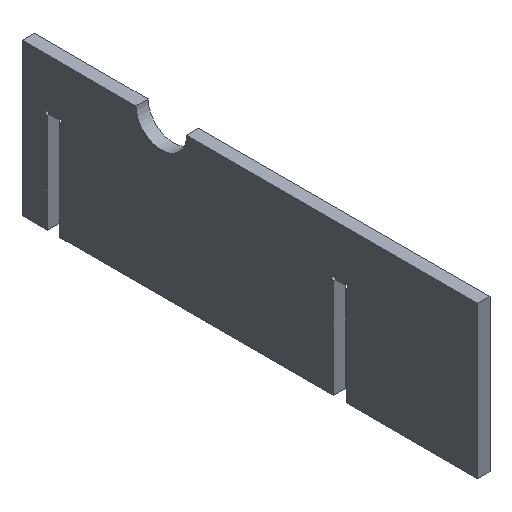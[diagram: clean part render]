
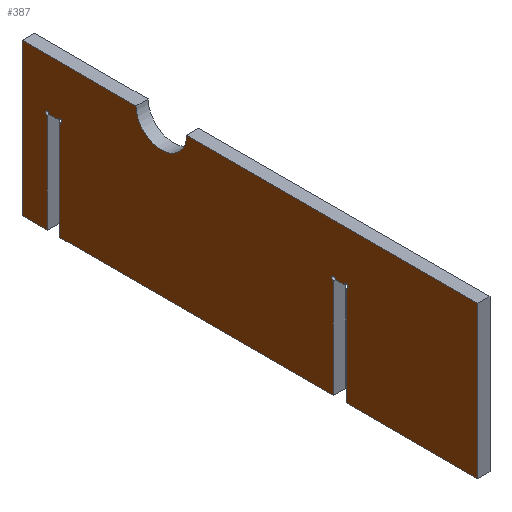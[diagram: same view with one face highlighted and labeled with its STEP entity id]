
A CAD part, isometric view. The second image highlights one B-rep face of the part: STEP entity #387.
In plain terms, the highlighted planar face has unit normal (-1, 0, 0).
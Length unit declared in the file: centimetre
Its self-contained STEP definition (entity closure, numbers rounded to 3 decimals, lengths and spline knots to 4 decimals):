
#26=PLANE('',#419);
#46=FACE_OUTER_BOUND('',#66,.T.);
#66=EDGE_LOOP('',(#313,#314,#315,#316,#317,#318,#319,#320,#321,#322,#323,
#324,#325,#326,#327,#328,#329,#330));
#75=LINE('',#545,#119);
#80=LINE('',#559,#124);
#84=LINE('',#571,#128);
#89=LINE('',#586,#133);
#93=LINE('',#598,#137);
#96=LINE('',#604,#140);
#101=LINE('',#613,#145);
#102=LINE('',#616,#146);
#105=LINE('',#622,#149);
#106=LINE('',#623,#150);
#107=LINE('',#624,#151);
#108=LINE('',#626,#152);
#109=LINE('',#627,#153);
#119=VECTOR('',#438,1.);
#124=VECTOR('',#451,1.);
#128=VECTOR('',#463,1.);
#133=VECTOR('',#476,1.);
#137=VECTOR('',#488,1.);
#140=VECTOR('',#493,1.);
#145=VECTOR('',#500,1.);
#146=VECTOR('',#503,1.);
#149=VECTOR('',#508,1.);
#150=VECTOR('',#509,1.);
#151=VECTOR('',#510,1.);
#152=VECTOR('',#511,1.);
#153=VECTOR('',#512,1.);
#161=CIRCLE('',#397,0.5);
#163=CIRCLE('',#401,0.0375);
#165=CIRCLE('',#405,0.0375);
#167=CIRCLE('',#409,0.0375);
#169=CIRCLE('',#413,0.0375);
#171=VERTEX_POINT('',#534);
#172=VERTEX_POINT('',#535);
#175=VERTEX_POINT('',#543);
#176=VERTEX_POINT('',#544);
#179=VERTEX_POINT('',#552);
#181=VERTEX_POINT('',#558);
#183=VERTEX_POINT('',#564);
#185=VERTEX_POINT('',#570);
#187=VERTEX_POINT('',#576);
#188=VERTEX_POINT('',#577);
#191=VERTEX_POINT('',#585);
#193=VERTEX_POINT('',#591);
#195=VERTEX_POINT('',#597);
#197=VERTEX_POINT('',#603);
#200=VERTEX_POINT('',#611);
#201=VERTEX_POINT('',#615);
#203=VERTEX_POINT('',#621);
#204=VERTEX_POINT('',#625);
#207=EDGE_CURVE('',#171,#172,#161,.T.);
#211=EDGE_CURVE('',#175,#176,#75,.T.);
#215=EDGE_CURVE('',#176,#179,#163,.T.);
#218=EDGE_CURVE('',#179,#181,#80,.T.);
#221=EDGE_CURVE('',#181,#183,#165,.T.);
#224=EDGE_CURVE('',#183,#185,#84,.T.);
#227=EDGE_CURVE('',#187,#188,#167,.T.);
#231=EDGE_CURVE('',#188,#191,#89,.T.);
#234=EDGE_CURVE('',#191,#193,#169,.T.);
#237=EDGE_CURVE('',#193,#195,#93,.T.);
#240=EDGE_CURVE('',#197,#187,#96,.T.);
#245=EDGE_CURVE('',#172,#200,#101,.T.);
#246=EDGE_CURVE('',#201,#171,#102,.T.);
#249=EDGE_CURVE('',#200,#203,#105,.T.);
#250=EDGE_CURVE('',#203,#175,#106,.T.);
#251=EDGE_CURVE('',#185,#197,#107,.T.);
#252=EDGE_CURVE('',#195,#204,#108,.T.);
#253=EDGE_CURVE('',#204,#201,#109,.T.);
#313=ORIENTED_EDGE('',*,*,#207,.T.);
#314=ORIENTED_EDGE('',*,*,#245,.T.);
#315=ORIENTED_EDGE('',*,*,#249,.T.);
#316=ORIENTED_EDGE('',*,*,#250,.T.);
#317=ORIENTED_EDGE('',*,*,#211,.T.);
#318=ORIENTED_EDGE('',*,*,#215,.T.);
#319=ORIENTED_EDGE('',*,*,#218,.T.);
#320=ORIENTED_EDGE('',*,*,#221,.T.);
#321=ORIENTED_EDGE('',*,*,#224,.T.);
#322=ORIENTED_EDGE('',*,*,#251,.T.);
#323=ORIENTED_EDGE('',*,*,#240,.T.);
#324=ORIENTED_EDGE('',*,*,#227,.T.);
#325=ORIENTED_EDGE('',*,*,#231,.T.);
#326=ORIENTED_EDGE('',*,*,#234,.T.);
#327=ORIENTED_EDGE('',*,*,#237,.T.);
#328=ORIENTED_EDGE('',*,*,#252,.T.);
#329=ORIENTED_EDGE('',*,*,#253,.T.);
#330=ORIENTED_EDGE('',*,*,#246,.T.);
#387=ADVANCED_FACE('',(#46),#26,.F.);
#397=AXIS2_PLACEMENT_3D('',#536,#430,#431);
#401=AXIS2_PLACEMENT_3D('',#553,#444,#445);
#405=AXIS2_PLACEMENT_3D('',#565,#456,#457);
#409=AXIS2_PLACEMENT_3D('',#578,#468,#469);
#413=AXIS2_PLACEMENT_3D('',#592,#481,#482);
#419=AXIS2_PLACEMENT_3D('',#620,#506,#507);
#430=DIRECTION('center_axis',(1.,0.,0.));
#431=DIRECTION('ref_axis',(0.,0.,-1.));
#438=DIRECTION('',(0.,0.,1.));
#444=DIRECTION('center_axis',(1.,0.,0.));
#445=DIRECTION('ref_axis',(0.,0.,-1.));
#451=DIRECTION('',(0.,-1.,0.));
#456=DIRECTION('center_axis',(1.,0.,0.));
#457=DIRECTION('ref_axis',(0.,0.,-1.));
#463=DIRECTION('',(0.,0.,-1.));
#468=DIRECTION('center_axis',(1.,0.,0.));
#469=DIRECTION('ref_axis',(0.,0.,-1.));
#476=DIRECTION('',(0.,-1.,0.));
#481=DIRECTION('center_axis',(1.,0.,0.));
#482=DIRECTION('ref_axis',(0.,0.,-1.));
#488=DIRECTION('',(0.,0.,-1.));
#493=DIRECTION('',(0.,0.,1.));
#500=DIRECTION('',(0.,1.,0.));
#503=DIRECTION('',(0.,1.,0.));
#506=DIRECTION('center_axis',(1.,0.,0.));
#507=DIRECTION('ref_axis',(0.,0.,-1.));
#508=DIRECTION('',(0.,0.,-1.));
#509=DIRECTION('',(0.,-1.,0.));
#510=DIRECTION('',(0.,-1.,0.));
#511=DIRECTION('',(0.,-1.,0.));
#512=DIRECTION('',(0.,0.,1.));
#534=CARTESIAN_POINT('',(0.,1.25,1.5));
#535=CARTESIAN_POINT('',(0.,2.25,1.5));
#536=CARTESIAN_POINT('Origin',(0.,1.75,1.5));
#543=CARTESIAN_POINT('',(0.,4.,-1.5));
#544=CARTESIAN_POINT('',(0.,4.,0.4625));
#545=CARTESIAN_POINT('',(0.,4.,0.2313));
#552=CARTESIAN_POINT('',(0.,3.9625,0.5));
#553=CARTESIAN_POINT('Origin',(0.,4.,0.5));
#558=CARTESIAN_POINT('',(0.,3.7875,0.5));
#559=CARTESIAN_POINT('',(0.,1.8938,0.5));
#564=CARTESIAN_POINT('',(0.,3.75,0.4625));
#565=CARTESIAN_POINT('Origin',(0.,3.75,0.5));
#570=CARTESIAN_POINT('',(0.,3.75,-1.5));
#571=CARTESIAN_POINT('',(0.,3.75,-0.75));
#576=CARTESIAN_POINT('',(0.,-1.65,0.4625));
#577=CARTESIAN_POINT('',(0.,-1.6875,0.5));
#578=CARTESIAN_POINT('Origin',(0.,-1.65,0.5));
#585=CARTESIAN_POINT('',(0.,-1.8625,0.5));
#586=CARTESIAN_POINT('',(0.,-0.9313,0.5));
#591=CARTESIAN_POINT('',(0.,-1.9,0.4625));
#592=CARTESIAN_POINT('Origin',(0.,-1.9,0.5));
#597=CARTESIAN_POINT('',(0.,-1.9,-1.5));
#598=CARTESIAN_POINT('',(0.,-1.9,-0.75));
#603=CARTESIAN_POINT('',(0.,-1.65,-1.5));
#604=CARTESIAN_POINT('',(0.,-1.65,0.2313));
#611=CARTESIAN_POINT('',(0.,4.5,1.5));
#613=CARTESIAN_POINT('',(0.,-4.5,1.5));
#615=CARTESIAN_POINT('',(0.,-4.5,1.5));
#616=CARTESIAN_POINT('',(0.,-4.5,1.5));
#620=CARTESIAN_POINT('Origin',(0.,0.,0.));
#621=CARTESIAN_POINT('',(0.,4.5,-1.5));
#622=CARTESIAN_POINT('',(0.,4.5,1.5));
#623=CARTESIAN_POINT('',(0.,4.5,-1.5));
#624=CARTESIAN_POINT('',(0.,4.5,-1.5));
#625=CARTESIAN_POINT('',(0.,-4.5,-1.5));
#626=CARTESIAN_POINT('',(0.,4.5,-1.5));
#627=CARTESIAN_POINT('',(0.,-4.5,-1.5));
